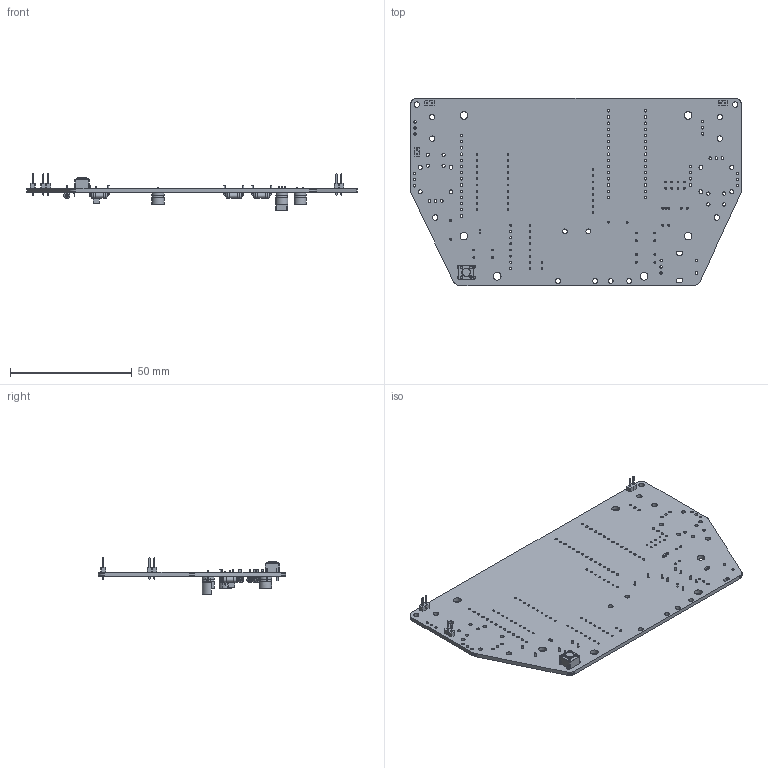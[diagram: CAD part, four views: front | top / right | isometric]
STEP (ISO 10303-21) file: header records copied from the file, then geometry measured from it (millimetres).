
FILE_DESCRIPTION(('KiCad electronic assembly'),'2;1');
FILE_NAME('RC Transmitter KiCad.step','2023-10-22T23:14:14',('Pcbnew'),( 'Kicad'),'Open CASCADE STEP processor 7.7','KiCad to STEP converter' ,'Unknown');
FILE_SCHEMA(('AUTOMOTIVE_DESIGN { 1 0 10303 214 1 1 1 1 }'));
Length unit declared in the file: millimetre
Products named in the file (14): RC Transmitter KiCad 1; PinHeader_1x02_P2.00mm_Vertical; SOLID; SW_PUSH_6mm; CP_Radial_D5.0mm_P2.50mm; R_Axial_DIN0207_L6.3mm_D2.5mm_P7.62mm_Horizontal; TO-92_Inline; PinSocket_1x02_P1.27mm_Vertical; RC Transmitter KiCad PCB
Assembly tree (24 placements, depth 3):
  RC Transmitter KiCad 1
    PinHeader_1x02_P2.00mm_Vertical  x3
      SOLID
    SW_PUSH_6mm
      SOLID
    CP_Radial_D5.0mm_P2.50mm  x3
      SOLID
    R_Axial_DIN0207_L6.3mm_D2.5mm_P7.62mm_Horizontal  x8
      SOLID
    TO-92_Inline
      SOLID
    PinSocket_1x02_P1.27mm_Vertical
      SOLID
    RC Transmitter KiCad PCB
Bounding box: 135.89 x 76.83 x 15 mm (x, y, z)
Volume: 16028.1 mm3; surface area: 22368.9 mm2
Topology: 18 solids, 21 shells, 937 faces, 2349 edges, 1518 vertices
Faces by surface type: plane 548, cylinder 317, torus 39, bspline 18, revolution 15
Full cylindrical faces by diameter (mm): 0.5 x6, 0.6 x16, 0.7 x2, 0.75 x3, 0.762 x36, 0.78 x16, 0.8 x28, 1 x63, 1.1 x16, 1.3 x8, 1.6 x8, 2 x6, 2.2 x8, 2.25 x8, 2.5 x16, 3.2 x6, 3.5 x1
Entity records: 48886 total; most frequent: CARTESIAN_POINT 12041, DIRECTION 6341, LINE 3907, VECTOR 3907, ORIENTED_EDGE 3424, PCURVE 3424, DEFINITIONAL_REPRESENTATION 3424, EDGE_CURVE 1712
